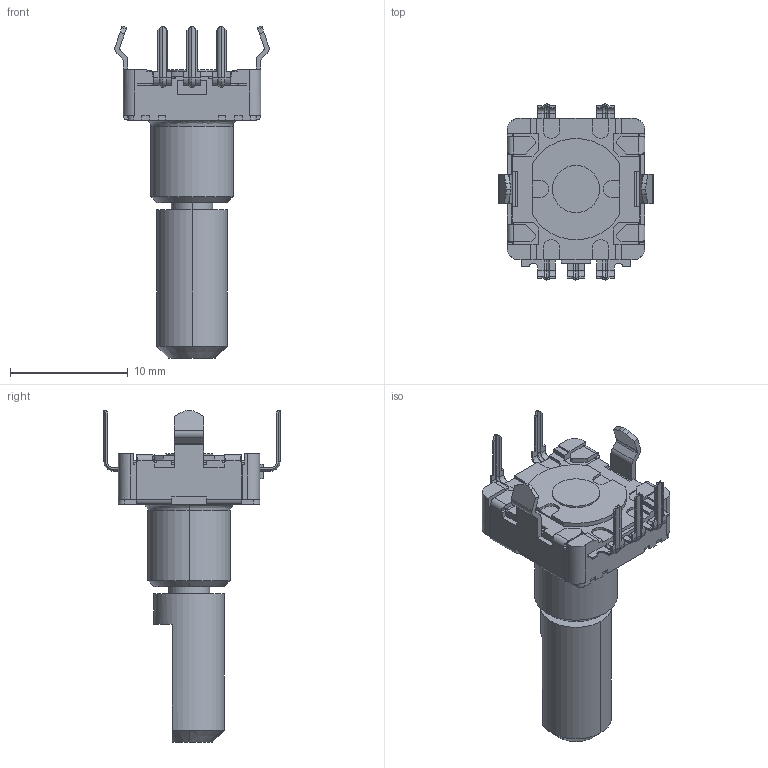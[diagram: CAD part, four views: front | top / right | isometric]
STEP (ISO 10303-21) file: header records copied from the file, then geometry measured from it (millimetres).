
FILE_DESCRIPTION(('STEP AP203'),'1');
FILE_NAME('ec11e09244bs.stp','2021-04-14T15:32:17',('TraceParts'),('TraceParts S.A.'),'Spatial InterOp 3D',' ',' ');
FILE_SCHEMA(('CONFIG_CONTROL_DESIGN'));
Length unit declared in the file: millimetre
Products named in the file (1): 1
Bounding box: 13.1 x 14.95 x 28.2 mm (x, y, z)
Volume: 1119.4 mm3; surface area: 1234.4 mm2
Topology: 1 solids, 1 shells, 526 faces, 1414 edges, 902 vertices
Faces by surface type: plane 333, cylinder 152, bspline 32, cone 9
Entity records: 17015 total; most frequent: CARTESIAN_POINT 3793, ORIENTED_EDGE 2828, DIRECTION 2663, EDGE_CURVE 1414, LINE 1055, VECTOR 1055, VERTEX_POINT 902, AXIS2_PLACEMENT_3D 804
